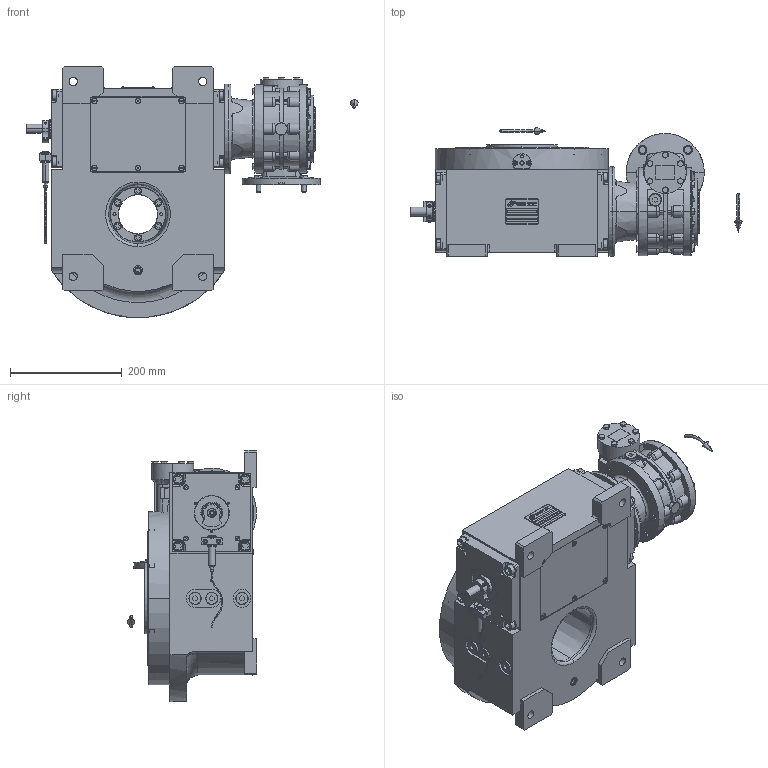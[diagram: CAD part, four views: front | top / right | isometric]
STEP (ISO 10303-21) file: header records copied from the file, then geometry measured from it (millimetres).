
FILE_DESCRIPTION (( 'STEP AP214' ), '1' );
FILE_NAME ('PC5200426.step', '2024-06-24T14:05:19', ( '' ), ( '' ), 'SwSTEP 2.0', 'SolidWorks 2020', '' );
FILE_SCHEMA (( 'AUTOMOTIVE_DESIGN' ));
Length unit declared in the file: millimetre
Products named in the file (89): cfn2205_01_015; cfn2128_19_002; 900_38_11_06_4; cfn2000_01_126; AS_rig09_016; CFN2203_02_002.stp; 900_38_30_003; cfn2000_01_099; AS_cfn2476_01_002_60x46; rig09_004; cfn2128_04_002; cfn2000_01_161; cfn2276_01_056; cfn2151_01_115; cfn2107_01_001; AS_rig09_071_12_m; cfn2003_01_054; cfn2010_01_015.prt; cfn2104_01_018; cfn2400_04_003; cfn2155_01_196; CFN2010_02_002.stp; CFN2000_01_185.stp; AS_900_38_30_003; cfn2000_01_081; RIG09_005_AF0.stp; rig09_002_s_003; CFN2223_02_004.stp; cfn2115_02_057; rig09_016; cfn2476_01_002_60x46; AS_rig09_004; olio_agip_blasia_150; AS_rig09_017; RIG09_021_AF0.stp; cfn2155_01_095; CFN2356_03_053.stp; cfn2151_01_167; RMI70_F3_DX_90B14; CFN2223_02_003.stp ...
Assembly tree (78 placements, depth 5):
  cfn2205_01_015
  CFN2203_02_002.stp
  cfn2276_01_056
  cfn2151_01_115
  CFN2223_02_004.stp
Bounding box: 594.5 x 231 x 450 mm (x, y, z)
Volume: 6502066.1 mm3; surface area: 1595989.7 mm2
Topology: 68 solids, 70 shells, 3742 faces, 9396 edges, 5990 vertices
Faces by surface type: plane 1759, cylinder 1116, cone 579, torus 272, bspline 12, sphere 4
Entity records: 134148 total; most frequent: CARTESIAN_POINT 43151, ORIENTED_EDGE 18322, DIRECTION 18150, EDGE_CURVE 9163, AXIS2_PLACEMENT_3D 6680, VERTEX_POINT 5904, VECTOR 4790, LINE 4790
